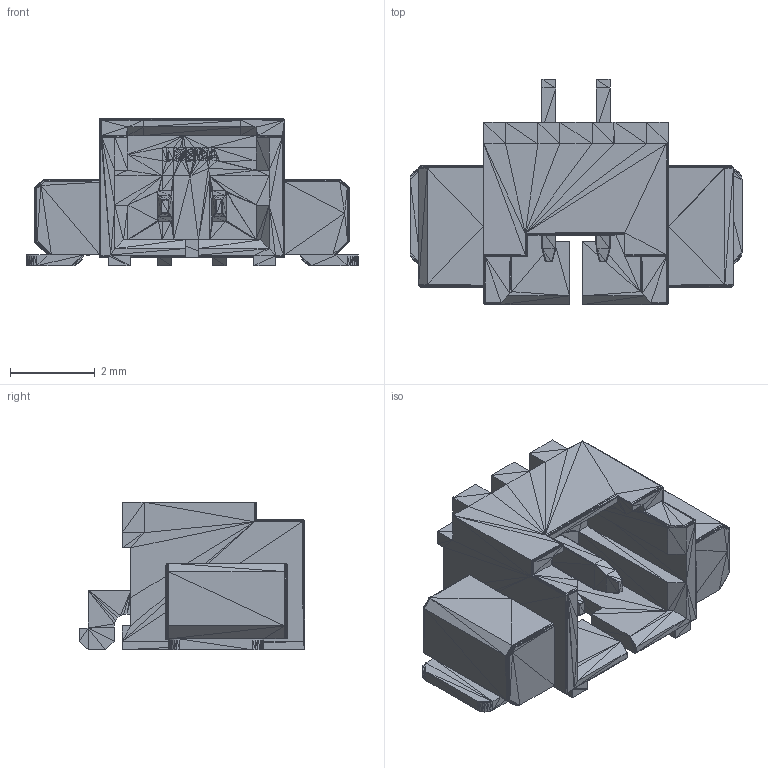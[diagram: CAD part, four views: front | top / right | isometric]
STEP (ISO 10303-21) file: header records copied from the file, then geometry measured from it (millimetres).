
FILE_DESCRIPTION(/* description */ (''),/* implementation_level */ '2;1');
FILE_NAME(/* name */ '${GLOWINGKITTYPARTS}CONN-SMD_2P-P1.25_L4.4-W7.4.step',/* time_stamp */ '2022-05-09T17:01:51+02:00',/* author */ (''),/* organization */ (''),/* preprocessor_version */ 'ST-DEVELOPER v18.1',/* originating_system */ 'Autodesk Translation Framework v10.14.0.1471',/* authorisation */ '');
FILE_SCHEMA (('AUTOMOTIVE_DESIGN { 1 0 10303 214 3 1 1 }'));
Length unit declared in the file: millimetre
Products named in the file (1): CONN-SMD_2P-P1.25_L4.4-W7.4
Bounding box: 7.83 x 5.32 x 3.48 mm (x, y, z)
Volume: 48.7 mm3; surface area: 203.2 mm2
Topology: 3 solids, 3 shells, 2301 faces, 3457 edges, 1156 vertices
Faces by surface type: plane 2301
Entity records: 44973 total; most frequent: DIRECTION 8061, CARTESIAN_POINT 6915, ORIENTED_EDGE 6914, LINE 3457, VECTOR 3457, EDGE_CURVE 3457, AXIS2_PLACEMENT_3D 2302, FACE_OUTER_BOUND 2301
